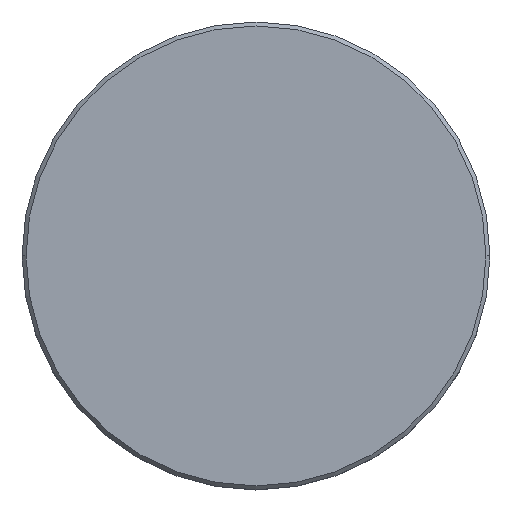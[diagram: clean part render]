
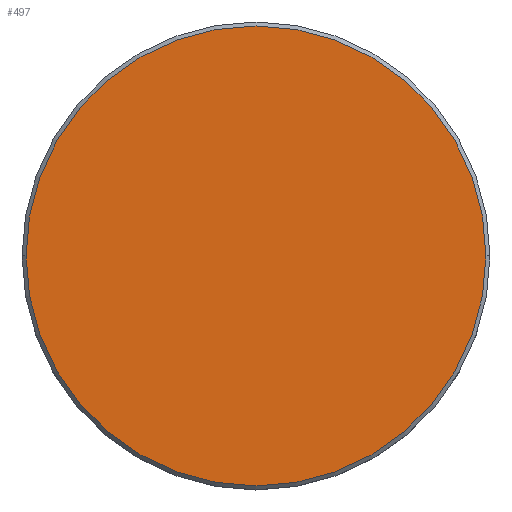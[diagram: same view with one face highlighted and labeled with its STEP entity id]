
A CAD part, top view. The second image highlights one B-rep face of the part: STEP entity #497.
In plain terms, the highlighted planar face has unit normal (0, 0, 1).
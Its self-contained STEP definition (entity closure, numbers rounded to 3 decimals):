
#34 = CIRCLE ( 'NONE', #961, 29. ) ;
#51 = CIRCLE ( 'NONE', #748, 29. ) ;
#61 = CARTESIAN_POINT ( 'NONE',  ( 0., 0., 0. ) ) ;
#64 = DIRECTION ( 'NONE',  ( 0., 0., 1. ) ) ;
#196 = CARTESIAN_POINT ( 'NONE',  ( -29., 0., 0. ) ) ;
#199 = VERTEX_POINT ( 'NONE', #196 ) ;
#242 = DIRECTION ( 'NONE',  ( 1., 0., 0. ) ) ;
#261 = ORIENTED_EDGE ( 'NONE', *, *, #542, .T. ) ;
#339 = CARTESIAN_POINT ( 'NONE',  ( 29., 0., 0. ) ) ;
#349 = FACE_OUTER_BOUND ( 'NONE', #878, .T. ) ;
#353 = DIRECTION ( 'NONE',  ( 1., 0., 0. ) ) ;
#369 = VERTEX_POINT ( 'NONE', #339 ) ;
#437 = DIRECTION ( 'NONE',  ( 0., 0., 1. ) ) ;
#497 = ADVANCED_FACE ( 'NONE', ( #349 ), #559, .T. ) ;
#542 = EDGE_CURVE ( 'NONE', #199, #369, #51, .T. ) ;
#559 = PLANE ( 'NONE',  #1072 ) ;
#624 = CARTESIAN_POINT ( 'NONE',  ( 0., 0., 0. ) ) ;
#705 = CARTESIAN_POINT ( 'NONE',  ( 0., 0., 0. ) ) ;
#748 = AXIS2_PLACEMENT_3D ( 'NONE', #705, #64, #353 ) ;
#793 = EDGE_CURVE ( 'NONE', #369, #199, #34, .T. ) ;
#878 = EDGE_LOOP ( 'NONE', ( #261, #1139 ) ) ;
#961 = AXIS2_PLACEMENT_3D ( 'NONE', #61, #437, #1144 ) ;
#1047 = DIRECTION ( 'NONE',  ( 0., 0., 1. ) ) ;
#1072 = AXIS2_PLACEMENT_3D ( 'NONE', #624, #1047, #242 ) ;
#1139 = ORIENTED_EDGE ( 'NONE', *, *, #793, .T. ) ;
#1144 = DIRECTION ( 'NONE',  ( 1., 0., 0. ) ) ;
